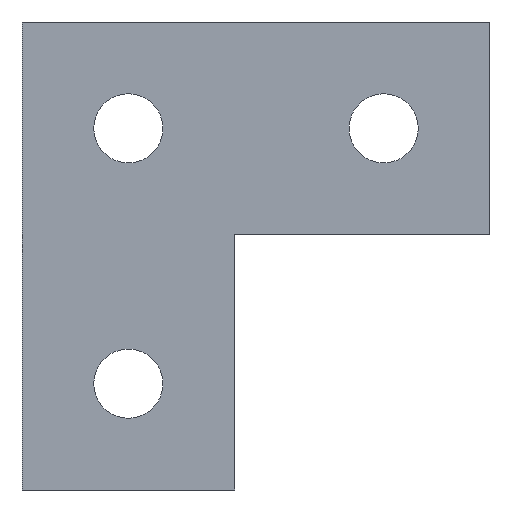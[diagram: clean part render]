
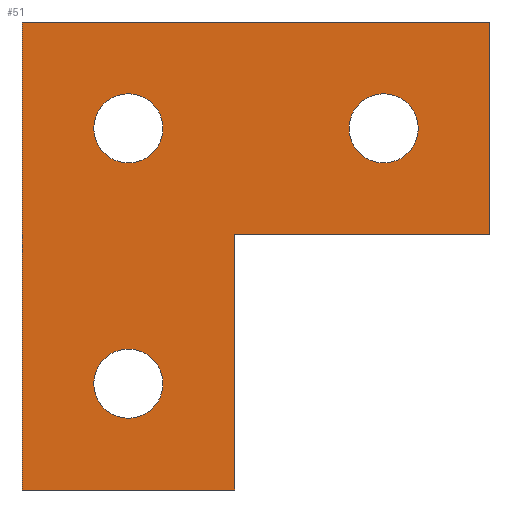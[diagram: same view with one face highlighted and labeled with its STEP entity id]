
A CAD part, front view. The second image highlights one B-rep face of the part: STEP entity #51.
In plain terms, the highlighted planar face has unit normal (0, -1, 0).
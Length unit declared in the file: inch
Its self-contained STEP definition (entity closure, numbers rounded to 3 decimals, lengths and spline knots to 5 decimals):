
#51=ADVANCED_FACE('',(#112,#113,#114,#115),#116,.F.);
#112=FACE_BOUND('',#207,.T.);
#113=FACE_BOUND('',#208,.T.);
#114=FACE_BOUND('',#209,.T.);
#115=FACE_OUTER_BOUND('',#210,.T.);
#116=PLANE('',#211);
#207=EDGE_LOOP('',(#344,#345,#346,#347));
#208=EDGE_LOOP('',(#348,#349,#350,#351));
#209=EDGE_LOOP('',(#352,#353,#354,#355));
#210=EDGE_LOOP('',(#356,#357,#358,#359,#360,#361));
#211=AXIS2_PLACEMENT_3D('',#362,#363,#364);
#344=ORIENTED_EDGE('',*,*,#497,.T.);
#345=ORIENTED_EDGE('',*,*,#489,.T.);
#346=ORIENTED_EDGE('',*,*,#498,.T.);
#347=ORIENTED_EDGE('',*,*,#499,.T.);
#348=ORIENTED_EDGE('',*,*,#494,.T.);
#349=ORIENTED_EDGE('',*,*,#500,.T.);
#350=ORIENTED_EDGE('',*,*,#501,.T.);
#351=ORIENTED_EDGE('',*,*,#502,.T.);
#352=ORIENTED_EDGE('',*,*,#484,.T.);
#353=ORIENTED_EDGE('',*,*,#503,.T.);
#354=ORIENTED_EDGE('',*,*,#504,.T.);
#355=ORIENTED_EDGE('',*,*,#505,.T.);
#356=ORIENTED_EDGE('',*,*,#506,.T.);
#357=ORIENTED_EDGE('',*,*,#507,.T.);
#358=ORIENTED_EDGE('',*,*,#508,.T.);
#359=ORIENTED_EDGE('',*,*,#509,.T.);
#360=ORIENTED_EDGE('',*,*,#510,.T.);
#361=ORIENTED_EDGE('',*,*,#511,.T.);
#362=CARTESIAN_POINT('',(1.17044,0.,1.57953));
#363=DIRECTION('',(0.0,1.0,0.0));
#364=DIRECTION('',(-1.0,0.0,0.0));
#484=EDGE_CURVE('',#562,#560,#563,.T.);
#489=EDGE_CURVE('',#571,#569,#572,.T.);
#494=EDGE_CURVE('',#580,#578,#581,.T.);
#497=EDGE_CURVE('',#584,#571,#585,.T.);
#498=EDGE_CURVE('',#569,#586,#587,.T.);
#499=EDGE_CURVE('',#586,#584,#588,.T.);
#500=EDGE_CURVE('',#578,#589,#590,.T.);
#501=EDGE_CURVE('',#589,#591,#592,.T.);
#502=EDGE_CURVE('',#591,#580,#593,.T.);
#503=EDGE_CURVE('',#560,#594,#595,.T.);
#504=EDGE_CURVE('',#594,#596,#597,.T.);
#505=EDGE_CURVE('',#596,#562,#598,.T.);
#506=EDGE_CURVE('',#599,#600,#601,.T.);
#507=EDGE_CURVE('',#600,#602,#603,.T.);
#508=EDGE_CURVE('',#602,#604,#605,.T.);
#509=EDGE_CURVE('',#604,#606,#607,.T.);
#510=EDGE_CURVE('',#606,#608,#609,.T.);
#511=EDGE_CURVE('',#608,#599,#610,.T.);
#560=VERTEX_POINT('',#674);
#562=VERTEX_POINT('',#677);
#563=B_SPLINE_CURVE_WITH_KNOTS('',3,(#678,#679,#680,#681),.UNSPECIFIED.,.F.,.F.,(4,4),(0.0,1.0),.UNSPECIFIED.);
#569=VERTEX_POINT('',#691);
#571=VERTEX_POINT('',#694);
#572=B_SPLINE_CURVE_WITH_KNOTS('',3,(#695,#696,#697,#698),.UNSPECIFIED.,.F.,.F.,(4,4),(0.0,1.0),.UNSPECIFIED.);
#578=VERTEX_POINT('',#708);
#580=VERTEX_POINT('',#711);
#581=B_SPLINE_CURVE_WITH_KNOTS('',3,(#712,#713,#714,#715),.UNSPECIFIED.,.F.,.F.,(4,4),(0.0,1.0),.UNSPECIFIED.);
#584=VERTEX_POINT('',#719);
#585=B_SPLINE_CURVE_WITH_KNOTS('',3,(#720,#721,#722,#723),.UNSPECIFIED.,.F.,.F.,(4,4),(0.0,1.0),.UNSPECIFIED.);
#586=VERTEX_POINT('',#724);
#587=B_SPLINE_CURVE_WITH_KNOTS('',3,(#725,#726,#727,#728),.UNSPECIFIED.,.F.,.F.,(4,4),(0.0,1.0),.UNSPECIFIED.);
#588=B_SPLINE_CURVE_WITH_KNOTS('',3,(#729,#730,#731,#732),.UNSPECIFIED.,.F.,.F.,(4,4),(0.0,1.0),.UNSPECIFIED.);
#589=VERTEX_POINT('',#733);
#590=B_SPLINE_CURVE_WITH_KNOTS('',3,(#734,#735,#736,#737),.UNSPECIFIED.,.F.,.F.,(4,4),(0.0,1.0),.UNSPECIFIED.);
#591=VERTEX_POINT('',#738);
#592=B_SPLINE_CURVE_WITH_KNOTS('',3,(#739,#740,#741,#742),.UNSPECIFIED.,.F.,.F.,(4,4),(0.0,1.0),.UNSPECIFIED.);
#593=B_SPLINE_CURVE_WITH_KNOTS('',3,(#743,#744,#745,#746),.UNSPECIFIED.,.F.,.F.,(4,4),(0.0,1.0),.UNSPECIFIED.);
#594=VERTEX_POINT('',#747);
#595=B_SPLINE_CURVE_WITH_KNOTS('',3,(#748,#749,#750,#751),.UNSPECIFIED.,.F.,.F.,(4,4),(0.0,1.0),.UNSPECIFIED.);
#596=VERTEX_POINT('',#752);
#597=B_SPLINE_CURVE_WITH_KNOTS('',3,(#753,#754,#755,#756),.UNSPECIFIED.,.F.,.F.,(4,4),(0.0,1.0),.UNSPECIFIED.);
#598=B_SPLINE_CURVE_WITH_KNOTS('',3,(#757,#758,#759,#760),.UNSPECIFIED.,.F.,.F.,(4,4),(0.0,1.0),.UNSPECIFIED.);
#599=VERTEX_POINT('',#761);
#600=VERTEX_POINT('',#762);
#601=LINE('',#763,#764);
#602=VERTEX_POINT('',#765);
#603=LINE('',#766,#767);
#604=VERTEX_POINT('',#768);
#605=LINE('',#769,#770);
#606=VERTEX_POINT('',#771);
#607=LINE('',#772,#773);
#608=VERTEX_POINT('',#774);
#609=LINE('',#775,#776);
#610=LINE('',#777,#778);
#674=CARTESIAN_POINT('',(0.42188,0.,2.12498));
#677=CARTESIAN_POINT('',(0.625,0.,1.92186));
#678=CARTESIAN_POINT('',(0.625,0.,1.92186));
#679=CARTESIAN_POINT('',(0.5128,0.,1.92186));
#680=CARTESIAN_POINT('',(0.42188,0.,2.0128));
#681=CARTESIAN_POINT('',(0.42188,0.,2.12498));
#691=CARTESIAN_POINT('',(0.625,0.,0.82811));
#694=CARTESIAN_POINT('',(0.42188,0.,0.625));
#695=CARTESIAN_POINT('',(0.42188,0.,0.625));
#696=CARTESIAN_POINT('',(0.42188,0.,0.73717));
#697=CARTESIAN_POINT('',(0.5128,0.,0.82811));
#698=CARTESIAN_POINT('',(0.625,0.,0.82811));
#708=CARTESIAN_POINT('',(1.92186,0.,2.12498));
#711=CARTESIAN_POINT('',(2.12498,0.,1.92186));
#712=CARTESIAN_POINT('',(2.12498,0.,1.92186));
#713=CARTESIAN_POINT('',(2.0128,0.,1.92186));
#714=CARTESIAN_POINT('',(1.92186,0.,2.0128));
#715=CARTESIAN_POINT('',(1.92186,0.,2.12498));
#719=CARTESIAN_POINT('',(0.625,0.,0.42188));
#720=CARTESIAN_POINT('',(0.625,0.,0.42188));
#721=CARTESIAN_POINT('',(0.5128,0.,0.42188));
#722=CARTESIAN_POINT('',(0.42188,0.,0.5128));
#723=CARTESIAN_POINT('',(0.42188,0.,0.625));
#724=CARTESIAN_POINT('',(0.82811,0.,0.625));
#725=CARTESIAN_POINT('',(0.625,0.,0.82811));
#726=CARTESIAN_POINT('',(0.73717,0.,0.82811));
#727=CARTESIAN_POINT('',(0.82811,0.,0.73717));
#728=CARTESIAN_POINT('',(0.82811,0.,0.625));
#729=CARTESIAN_POINT('',(0.82811,0.,0.625));
#730=CARTESIAN_POINT('',(0.82811,0.,0.5128));
#731=CARTESIAN_POINT('',(0.73717,0.,0.42188));
#732=CARTESIAN_POINT('',(0.625,0.,0.42188));
#733=CARTESIAN_POINT('',(2.12498,0.,2.3281));
#734=CARTESIAN_POINT('',(1.92186,0.,2.12498));
#735=CARTESIAN_POINT('',(1.92186,0.,2.23716));
#736=CARTESIAN_POINT('',(2.0128,0.,2.3281));
#737=CARTESIAN_POINT('',(2.12498,0.,2.3281));
#738=CARTESIAN_POINT('',(2.3281,0.,2.12498));
#739=CARTESIAN_POINT('',(2.12498,0.,2.3281));
#740=CARTESIAN_POINT('',(2.23716,0.,2.3281));
#741=CARTESIAN_POINT('',(2.3281,0.,2.23716));
#742=CARTESIAN_POINT('',(2.3281,0.,2.12498));
#743=CARTESIAN_POINT('',(2.3281,0.,2.12498));
#744=CARTESIAN_POINT('',(2.3281,0.,2.0128));
#745=CARTESIAN_POINT('',(2.23716,0.,1.92186));
#746=CARTESIAN_POINT('',(2.12498,0.,1.92186));
#747=CARTESIAN_POINT('',(0.625,0.,2.3281));
#748=CARTESIAN_POINT('',(0.42188,0.,2.12498));
#749=CARTESIAN_POINT('',(0.42188,0.,2.23716));
#750=CARTESIAN_POINT('',(0.5128,0.,2.3281));
#751=CARTESIAN_POINT('',(0.625,0.,2.3281));
#752=CARTESIAN_POINT('',(0.82811,0.,2.12498));
#753=CARTESIAN_POINT('',(0.625,0.,2.3281));
#754=CARTESIAN_POINT('',(0.73717,0.,2.3281));
#755=CARTESIAN_POINT('',(0.82811,0.,2.23716));
#756=CARTESIAN_POINT('',(0.82811,0.,2.12498));
#757=CARTESIAN_POINT('',(0.82811,0.,2.12498));
#758=CARTESIAN_POINT('',(0.82811,0.,2.0128));
#759=CARTESIAN_POINT('',(0.73717,0.,1.92186));
#760=CARTESIAN_POINT('',(0.625,0.,1.92186));
#761=CARTESIAN_POINT('',(0.,0.,2.74997));
#762=CARTESIAN_POINT('',(0.,0.,0.));
#763=CARTESIAN_POINT('',(0.,0.,2.74997));
#764=VECTOR('',#886,1.0);
#765=CARTESIAN_POINT('',(1.24999,0.,0.));
#766=CARTESIAN_POINT('',(0.,0.,0.));
#767=VECTOR('',#887,1.0);
#768=CARTESIAN_POINT('',(1.24999,0.,1.49998));
#769=CARTESIAN_POINT('',(1.24999,0.,0.));
#770=VECTOR('',#888,1.0);
#771=CARTESIAN_POINT('',(2.74997,0.,1.49998));
#772=CARTESIAN_POINT('',(1.24999,0.,1.49998));
#773=VECTOR('',#889,1.0);
#774=CARTESIAN_POINT('',(2.74997,0.,2.74997));
#775=CARTESIAN_POINT('',(2.74997,0.,1.49998));
#776=VECTOR('',#890,1.0);
#777=CARTESIAN_POINT('',(2.74997,0.,2.74997));
#778=VECTOR('',#891,1.0);
#886=DIRECTION('',(0.0,0.0,-1.0));
#887=DIRECTION('',(1.0,0.0,0.0));
#888=DIRECTION('',(0.0,0.0,1.0));
#889=DIRECTION('',(1.0,0.0,0.0));
#890=DIRECTION('',(0.0,0.0,1.0));
#891=DIRECTION('',(-1.0,0.0,0.0));
